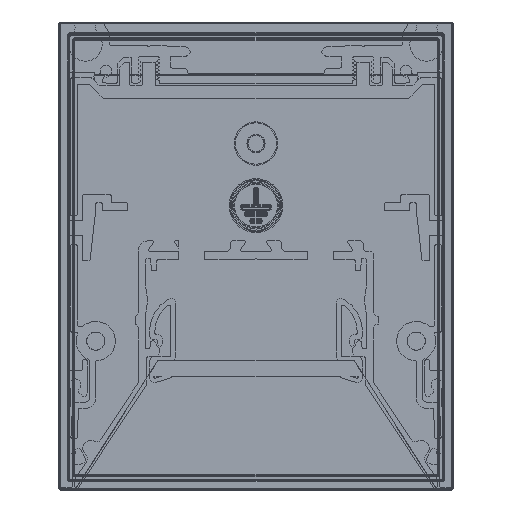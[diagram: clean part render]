
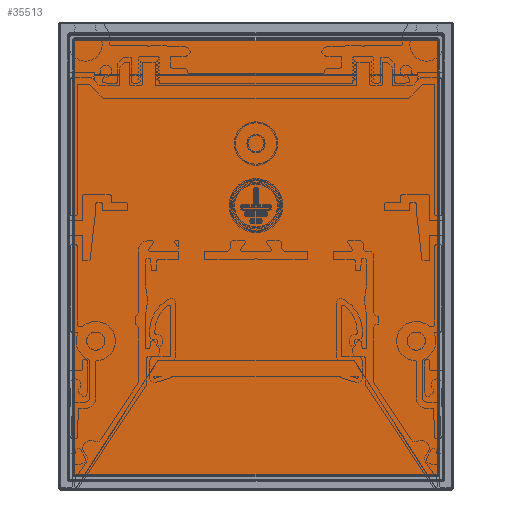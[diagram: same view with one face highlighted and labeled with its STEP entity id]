
A CAD part, front view. The second image highlights one B-rep face of the part: STEP entity #35513.
In plain terms, the highlighted planar face has unit normal (0, -1, 0).
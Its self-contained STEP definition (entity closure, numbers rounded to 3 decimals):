
#2745=CIRCLE('',#38850,0.001);
#2750=CIRCLE('',#38856,0.001);
#2965=CIRCLE('',#39323,0.001);
#2969=CIRCLE('',#39328,0.001);
#5541=FACE_OUTER_BOUND('',#7666,.T.);
#7666=EDGE_LOOP('',(#30402,#30403,#30404,#30405,#30406,#30407,#30408,#30409));
#10156=LINE('',#64274,#12907);
#10415=LINE('',#67276,#13166);
#10417=LINE('',#67313,#13168);
#10419=LINE('',#67346,#13170);
#12907=VECTOR('',#47411,10.);
#13166=VECTOR('',#48600,10.);
#13168=VECTOR('',#48614,10.);
#13170=VECTOR('',#48624,10.);
#16418=VERTEX_POINT('',#64262);
#16420=VERTEX_POINT('',#64265);
#16422=VERTEX_POINT('',#64271);
#16424=VERTEX_POINT('',#64301);
#16733=VERTEX_POINT('',#67275);
#16734=VERTEX_POINT('',#67303);
#16736=VERTEX_POINT('',#67309);
#16738=VERTEX_POINT('',#67339);
#20899=EDGE_CURVE('',#16420,#16418,#2745,.T.);
#20903=EDGE_CURVE('',#16418,#16422,#10156,.T.);
#20906=EDGE_CURVE('',#16422,#16424,#2750,.T.);
#21487=EDGE_CURVE('',#16420,#16733,#10415,.T.);
#21491=EDGE_CURVE('',#16733,#16734,#2965,.T.);
#21494=EDGE_CURVE('',#16734,#16736,#10417,.T.);
#21497=EDGE_CURVE('',#16736,#16738,#2969,.T.);
#21499=EDGE_CURVE('',#16738,#16424,#10419,.T.);
#30402=ORIENTED_EDGE('',*,*,#21499,.F.);
#30403=ORIENTED_EDGE('',*,*,#21497,.F.);
#30404=ORIENTED_EDGE('',*,*,#21494,.F.);
#30405=ORIENTED_EDGE('',*,*,#21491,.F.);
#30406=ORIENTED_EDGE('',*,*,#21487,.F.);
#30407=ORIENTED_EDGE('',*,*,#20899,.T.);
#30408=ORIENTED_EDGE('',*,*,#20903,.T.);
#30409=ORIENTED_EDGE('',*,*,#20906,.T.);
#33819=PLANE('',#39333);
#35513=ADVANCED_FACE('',(#5541),#33819,.F.);
#38850=AXIS2_PLACEMENT_3D('',#64266,#47401,#47402);
#38856=AXIS2_PLACEMENT_3D('',#64304,#47415,#47416);
#39323=AXIS2_PLACEMENT_3D('',#67307,#48607,#48608);
#39328=AXIS2_PLACEMENT_3D('',#67343,#48619,#48620);
#39333=AXIS2_PLACEMENT_3D('',#67353,#48634,#48635);
#47401=DIRECTION('center_axis',(0.,-1.,0.));
#47402=DIRECTION('ref_axis',(0.707,0.,-0.707));
#47411=DIRECTION('',(0.,0.,1.));
#47415=DIRECTION('center_axis',(0.,-1.,0.));
#47416=DIRECTION('ref_axis',(0.707,0.,0.707));
#48600=DIRECTION('',(-1.,0.,0.));
#48607=DIRECTION('center_axis',(0.,1.,0.));
#48608=DIRECTION('ref_axis',(-0.707,0.,-0.707));
#48614=DIRECTION('',(0.,0.,1.));
#48619=DIRECTION('center_axis',(0.,1.,0.));
#48620=DIRECTION('ref_axis',(-0.707,0.,0.707));
#48624=DIRECTION('',(1.,0.,0.));
#48634=DIRECTION('center_axis',(0.,1.,0.));
#48635=DIRECTION('ref_axis',(1.,0.,0.));
#64262=CARTESIAN_POINT('',(35.008,-565.5,-77.507));
#64265=CARTESIAN_POINT('',(35.007,-565.5,-77.508));
#64266=CARTESIAN_POINT('Origin',(35.007,-565.5,-77.507));
#64271=CARTESIAN_POINT('',(35.008,-565.5,6.507));
#64274=CARTESIAN_POINT('',(35.008,-565.5,-14.4));
#64301=CARTESIAN_POINT('',(35.007,-565.5,6.508));
#64304=CARTESIAN_POINT('Origin',(35.007,-565.5,6.507));
#67275=CARTESIAN_POINT('',(-35.007,-565.5,-77.508));
#67276=CARTESIAN_POINT('',(-17.6,-565.5,-77.508));
#67303=CARTESIAN_POINT('',(-35.008,-565.5,-77.507));
#67307=CARTESIAN_POINT('Origin',(-35.007,-565.5,-77.507));
#67309=CARTESIAN_POINT('',(-35.008,-565.5,6.507));
#67313=CARTESIAN_POINT('',(-35.008,-565.5,-14.4));
#67339=CARTESIAN_POINT('',(-35.007,-565.5,6.508));
#67343=CARTESIAN_POINT('Origin',(-35.007,-565.5,6.507));
#67346=CARTESIAN_POINT('',(17.6,-565.5,6.508));
#67353=CARTESIAN_POINT('Origin',(0.,-565.5,-35.5));
